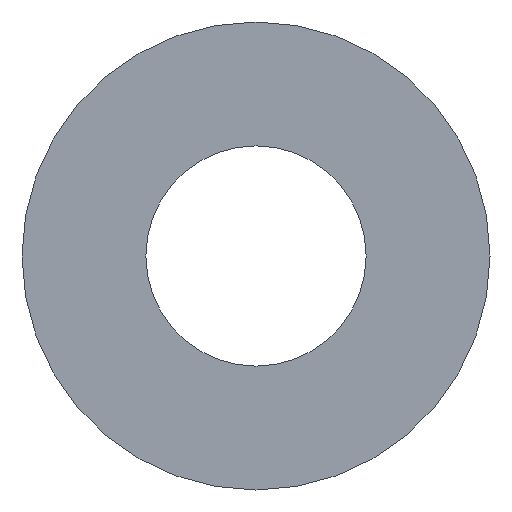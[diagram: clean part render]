
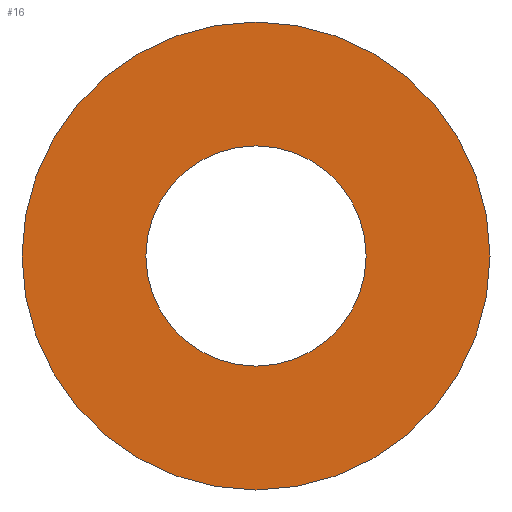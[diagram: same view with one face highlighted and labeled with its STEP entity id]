
A CAD part, left-side view. The second image highlights one B-rep face of the part: STEP entity #16.
In plain terms, the highlighted planar face has unit normal (-1, 0, 0).
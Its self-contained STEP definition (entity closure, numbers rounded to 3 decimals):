
#16 = ADVANCED_FACE ( 'NONE', ( #322, #258 ), #292, .F. ) ;
#55 = DIRECTION ( 'NONE',  ( 0., 0., 1. ) ) ;
#60 = CIRCLE ( 'NONE', #343, 8. ) ;
#70 = ORIENTED_EDGE ( 'NONE', *, *, #121, .T. ) ;
#72 = CARTESIAN_POINT ( 'NONE',  ( 3.833, 0., 0. ) ) ;
#88 = CARTESIAN_POINT ( 'NONE',  ( 3.833, 0., -8. ) ) ;
#102 = CARTESIAN_POINT ( 'NONE',  ( 3.833, 0., 17. ) ) ;
#105 = CARTESIAN_POINT ( 'NONE',  ( 3.833, 0., 0. ) ) ;
#120 = CARTESIAN_POINT ( 'NONE',  ( 3.833, 0., -17. ) ) ;
#121 = EDGE_CURVE ( 'NONE', #133, #230, #220, .T. ) ;
#130 = DIRECTION ( 'NONE',  ( 0., 0., 1. ) ) ;
#133 = VERTEX_POINT ( 'NONE', #102 ) ;
#136 = EDGE_LOOP ( 'NONE', ( #227, #281 ) ) ;
#154 = VERTEX_POINT ( 'NONE', #88 ) ;
#157 = AXIS2_PLACEMENT_3D ( 'NONE', #72, #301, #244 ) ;
#167 = EDGE_LOOP ( 'NONE', ( #70, #349 ) ) ;
#174 = CARTESIAN_POINT ( 'NONE',  ( 3.833, 0., 8. ) ) ;
#177 = VERTEX_POINT ( 'NONE', #174 ) ;
#178 = DIRECTION ( 'NONE',  ( 0., 0., -1. ) ) ;
#179 = CIRCLE ( 'NONE', #219, 17. ) ;
#195 = EDGE_CURVE ( 'NONE', #177, #154, #366, .T. ) ;
#196 = DIRECTION ( 'NONE',  ( -1., 0., 0. ) ) ;
#197 = CARTESIAN_POINT ( 'NONE',  ( 3.833, 0., 0. ) ) ;
#208 = CARTESIAN_POINT ( 'NONE',  ( 3.833, 0., 0. ) ) ;
#219 = AXIS2_PLACEMENT_3D ( 'NONE', #197, #196, #55 ) ;
#220 = CIRCLE ( 'NONE', #157, 17. ) ;
#227 = ORIENTED_EDGE ( 'NONE', *, *, #195, .F. ) ;
#230 = VERTEX_POINT ( 'NONE', #120 ) ;
#244 = DIRECTION ( 'NONE',  ( 0., 0., 1. ) ) ;
#248 = AXIS2_PLACEMENT_3D ( 'NONE', #268, #332, #178 ) ;
#258 = FACE_OUTER_BOUND ( 'NONE', #167, .T. ) ;
#263 = DIRECTION ( 'NONE',  ( -1., 0., 0. ) ) ;
#268 = CARTESIAN_POINT ( 'NONE',  ( 3.833, 8., 0. ) ) ;
#281 = ORIENTED_EDGE ( 'NONE', *, *, #340, .F. ) ;
#291 = AXIS2_PLACEMENT_3D ( 'NONE', #208, #263, #327 ) ;
#292 = PLANE ( 'NONE',  #248 ) ;
#301 = DIRECTION ( 'NONE',  ( -1., 0., 0. ) ) ;
#322 = FACE_BOUND ( 'NONE', #136, .T. ) ;
#327 = DIRECTION ( 'NONE',  ( 0., 0., 1. ) ) ;
#332 = DIRECTION ( 'NONE',  ( 1., 0., 0. ) ) ;
#340 = EDGE_CURVE ( 'NONE', #154, #177, #60, .T. ) ;
#342 = DIRECTION ( 'NONE',  ( -1., 0., 0. ) ) ;
#343 = AXIS2_PLACEMENT_3D ( 'NONE', #105, #342, #130 ) ;
#349 = ORIENTED_EDGE ( 'NONE', *, *, #375, .T. ) ;
#366 = CIRCLE ( 'NONE', #291, 8. ) ;
#375 = EDGE_CURVE ( 'NONE', #230, #133, #179, .T. ) ;
